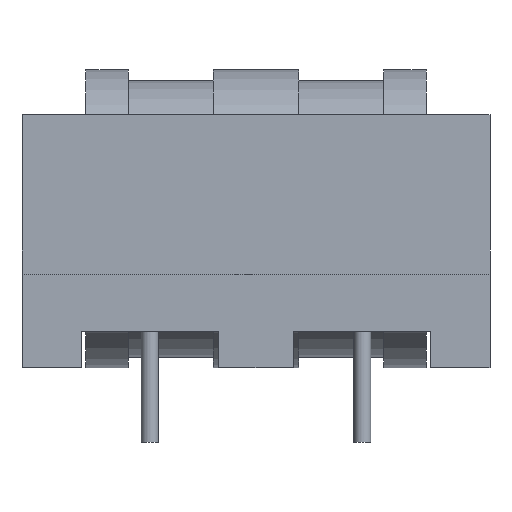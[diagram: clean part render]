
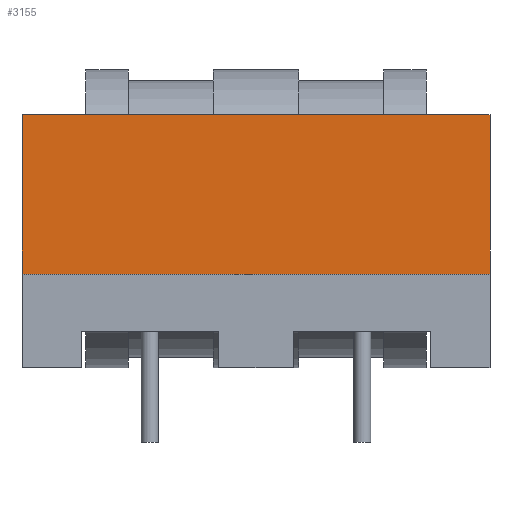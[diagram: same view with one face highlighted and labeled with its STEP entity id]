
A CAD part, front view. The second image highlights one B-rep face of the part: STEP entity #3155.
In plain terms, the highlighted planar face has unit normal (0, -1, 0).
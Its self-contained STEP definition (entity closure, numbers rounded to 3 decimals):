
#2339 = PLANE('',#2340);
#2340 = AXIS2_PLACEMENT_3D('',#2341,#2342,#2343);
#2341 = CARTESIAN_POINT('',(-11.,-11.,11.9));
#2342 = DIRECTION('',(0.,0.,1.));
#2343 = DIRECTION('',(1.,0.,0.));
#2421 = PLANE('',#2422);
#2422 = AXIS2_PLACEMENT_3D('',#2423,#2424,#2425);
#2423 = CARTESIAN_POINT('',(11.,0.,7.812));
#2424 = DIRECTION('',(1.,-0.,-0.));
#2425 = DIRECTION('',(0.,0.,1.));
#2437 = VERTEX_POINT('',#2438);
#2438 = CARTESIAN_POINT('',(-11.,-11.,11.9));
#2454 = PLANE('',#2455);
#2455 = AXIS2_PLACEMENT_3D('',#2456,#2457,#2458);
#2456 = CARTESIAN_POINT('',(-11.,0.,7.812));
#2457 = DIRECTION('',(-1.,-0.,-0.));
#2458 = DIRECTION('',(0.,0.,-1.));
#2466 = EDGE_CURVE('',#2437,#2467,#2469,.T.);
#2467 = VERTEX_POINT('',#2468);
#2468 = CARTESIAN_POINT('',(11.,-11.,11.9));
#2469 = SURFACE_CURVE('',#2470,(#2474,#2481),.PCURVE_S1.);
#2470 = LINE('',#2471,#2472);
#2471 = CARTESIAN_POINT('',(-11.,-11.,11.9));
#2472 = VECTOR('',#2473,1.);
#2473 = DIRECTION('',(1.,0.,0.));
#2474 = PCURVE('',#2339,#2475);
#2475 = DEFINITIONAL_REPRESENTATION('',(#2476),#2480);
#2476 = LINE('',#2477,#2478);
#2477 = CARTESIAN_POINT('',(0.,0.));
#2478 = VECTOR('',#2479,1.);
#2479 = DIRECTION('',(1.,0.));
#2480 = ( GEOMETRIC_REPRESENTATION_CONTEXT(2) 
PARAMETRIC_REPRESENTATION_CONTEXT() REPRESENTATION_CONTEXT('2D SPACE',''
  ) );
#2481 = PCURVE('',#2482,#2487);
#2482 = PLANE('',#2483);
#2483 = AXIS2_PLACEMENT_3D('',#2484,#2485,#2486);
#2484 = CARTESIAN_POINT('',(-11.,-11.,4.4));
#2485 = DIRECTION('',(0.,1.,0.));
#2486 = DIRECTION('',(0.,0.,1.));
#2487 = DEFINITIONAL_REPRESENTATION('',(#2488),#2492);
#2488 = LINE('',#2489,#2490);
#2489 = CARTESIAN_POINT('',(7.5,0.));
#2490 = VECTOR('',#2491,1.);
#2491 = DIRECTION('',(0.,1.));
#2492 = ( GEOMETRIC_REPRESENTATION_CONTEXT(2) 
PARAMETRIC_REPRESENTATION_CONTEXT() REPRESENTATION_CONTEXT('2D SPACE',''
  ) );
#2731 = VERTEX_POINT('',#2732);
#2732 = CARTESIAN_POINT('',(11.,-11.,4.4));
#2746 = PLANE('',#2747);
#2747 = AXIS2_PLACEMENT_3D('',#2748,#2749,#2750);
#2748 = CARTESIAN_POINT('',(11.,8.5,4.4));
#2749 = DIRECTION('',(-0.,-0.,-1.));
#2750 = DIRECTION('',(0.,1.,0.));
#2758 = EDGE_CURVE('',#2731,#2467,#2759,.T.);
#2759 = SURFACE_CURVE('',#2760,(#2764,#2771),.PCURVE_S1.);
#2760 = LINE('',#2761,#2762);
#2761 = CARTESIAN_POINT('',(11.,-11.,4.4));
#2762 = VECTOR('',#2763,1.);
#2763 = DIRECTION('',(0.,0.,1.));
#2764 = PCURVE('',#2421,#2765);
#2765 = DEFINITIONAL_REPRESENTATION('',(#2766),#2770);
#2766 = LINE('',#2767,#2768);
#2767 = CARTESIAN_POINT('',(-3.412,11.));
#2768 = VECTOR('',#2769,1.);
#2769 = DIRECTION('',(1.,-0.));
#2770 = ( GEOMETRIC_REPRESENTATION_CONTEXT(2) 
PARAMETRIC_REPRESENTATION_CONTEXT() REPRESENTATION_CONTEXT('2D SPACE',''
  ) );
#2771 = PCURVE('',#2482,#2772);
#2772 = DEFINITIONAL_REPRESENTATION('',(#2773),#2777);
#2773 = LINE('',#2774,#2775);
#2774 = CARTESIAN_POINT('',(0.,22.));
#2775 = VECTOR('',#2776,1.);
#2776 = DIRECTION('',(1.,0.));
#2777 = ( GEOMETRIC_REPRESENTATION_CONTEXT(2) 
PARAMETRIC_REPRESENTATION_CONTEXT() REPRESENTATION_CONTEXT('2D SPACE',''
  ) );
#3009 = VERTEX_POINT('',#3010);
#3010 = CARTESIAN_POINT('',(-11.,-11.,4.4));
#3031 = EDGE_CURVE('',#3009,#2437,#3032,.T.);
#3032 = SURFACE_CURVE('',#3033,(#3037,#3044),.PCURVE_S1.);
#3033 = LINE('',#3034,#3035);
#3034 = CARTESIAN_POINT('',(-11.,-11.,4.4));
#3035 = VECTOR('',#3036,1.);
#3036 = DIRECTION('',(0.,0.,1.));
#3037 = PCURVE('',#2454,#3038);
#3038 = DEFINITIONAL_REPRESENTATION('',(#3039),#3043);
#3039 = LINE('',#3040,#3041);
#3040 = CARTESIAN_POINT('',(3.412,11.));
#3041 = VECTOR('',#3042,1.);
#3042 = DIRECTION('',(-1.,0.));
#3043 = ( GEOMETRIC_REPRESENTATION_CONTEXT(2) 
PARAMETRIC_REPRESENTATION_CONTEXT() REPRESENTATION_CONTEXT('2D SPACE',''
  ) );
#3044 = PCURVE('',#2482,#3045);
#3045 = DEFINITIONAL_REPRESENTATION('',(#3046),#3050);
#3046 = LINE('',#3047,#3048);
#3047 = CARTESIAN_POINT('',(0.,0.));
#3048 = VECTOR('',#3049,1.);
#3049 = DIRECTION('',(1.,0.));
#3050 = ( GEOMETRIC_REPRESENTATION_CONTEXT(2) 
PARAMETRIC_REPRESENTATION_CONTEXT() REPRESENTATION_CONTEXT('2D SPACE',''
  ) );
#3155 = ADVANCED_FACE('',(#3156),#2482,.F.);
#3156 = FACE_BOUND('',#3157,.F.);
#3157 = EDGE_LOOP('',(#3158,#3179,#3180,#3181));
#3158 = ORIENTED_EDGE('',*,*,#3159,.F.);
#3159 = EDGE_CURVE('',#3009,#2731,#3160,.T.);
#3160 = SURFACE_CURVE('',#3161,(#3165,#3172),.PCURVE_S1.);
#3161 = LINE('',#3162,#3163);
#3162 = CARTESIAN_POINT('',(-11.,-11.,4.4));
#3163 = VECTOR('',#3164,1.);
#3164 = DIRECTION('',(1.,0.,0.));
#3165 = PCURVE('',#2482,#3166);
#3166 = DEFINITIONAL_REPRESENTATION('',(#3167),#3171);
#3167 = LINE('',#3168,#3169);
#3168 = CARTESIAN_POINT('',(0.,0.));
#3169 = VECTOR('',#3170,1.);
#3170 = DIRECTION('',(0.,1.));
#3171 = ( GEOMETRIC_REPRESENTATION_CONTEXT(2) 
PARAMETRIC_REPRESENTATION_CONTEXT() REPRESENTATION_CONTEXT('2D SPACE',''
  ) );
#3172 = PCURVE('',#2746,#3173);
#3173 = DEFINITIONAL_REPRESENTATION('',(#3174),#3178);
#3174 = LINE('',#3175,#3176);
#3175 = CARTESIAN_POINT('',(-19.5,-22.));
#3176 = VECTOR('',#3177,1.);
#3177 = DIRECTION('',(0.,1.));
#3178 = ( GEOMETRIC_REPRESENTATION_CONTEXT(2) 
PARAMETRIC_REPRESENTATION_CONTEXT() REPRESENTATION_CONTEXT('2D SPACE',''
  ) );
#3179 = ORIENTED_EDGE('',*,*,#3031,.T.);
#3180 = ORIENTED_EDGE('',*,*,#2466,.T.);
#3181 = ORIENTED_EDGE('',*,*,#2758,.F.);
